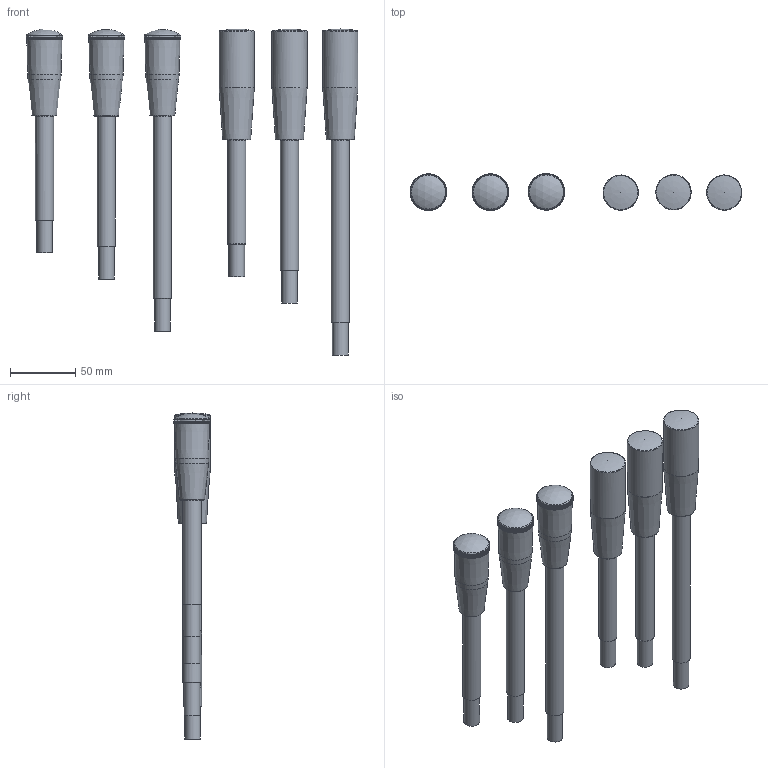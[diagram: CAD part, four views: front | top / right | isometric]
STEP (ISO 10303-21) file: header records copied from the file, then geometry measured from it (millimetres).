
FILE_DESCRIPTION(/* description */ (''),/* implementation_level */ '2;1');
FILE_NAME(/* name */ 'DR_XLG12_M.stp',/* time_stamp */ '2023-05-16T13:34:20+09:00',/* author */ ('user'),/* organization */ (''),/* preprocessor_version */ 'ST-DEVELOPER v15.6',/* originating_system */ 'Autodesk Inventor 2015',/* authorisation */ '');
FILE_SCHEMA (('AUTOMOTIVE_DESIGN { 1 0 10303 214 3 1 1 }'));
Length unit declared in the file: millimetre
Products named in the file (19): DR_XOG12-66; SPT12-80; XLG12-66-80; SPT12-100; XLG12-66-100; SPT12-140; XLG12-66-140; DR_XOG12-85; XLG12-85-80; XLG12-85-100; XLG12-85-140; DR_XLG12_M
Bounding box: 254.43 x 28.2 x 250 mm (x, y, z)
Volume: 334185.1 mm3; surface area: 84225 mm2
Topology: 12 solids, 12 shells, 1323 faces, 3810 edges, 2526 vertices
Faces by surface type: plane 636, cylinder 627, cone 36, torus 12, bspline 9, sphere 3
Full cylindrical faces by diameter (mm): 12 x18, 13.94 x6, 27 x3
Entity records: 44150 total; most frequent: CARTESIAN_POINT 8176, DIRECTION 7712, ORIENTED_EDGE 7434, EDGE_CURVE 3717, AXIS2_PLACEMENT_3D 2656, VERTEX_POINT 2511, LINE 2400, VECTOR 2400
